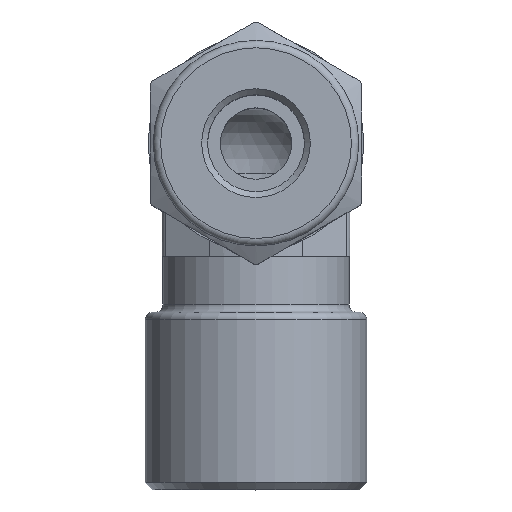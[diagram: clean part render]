
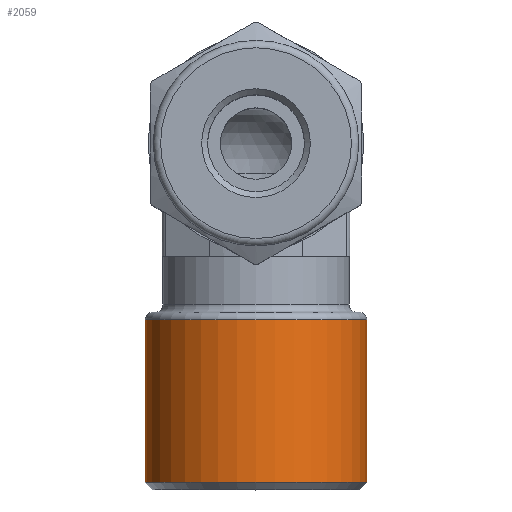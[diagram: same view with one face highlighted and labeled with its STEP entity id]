
A CAD part, top view. The second image highlights one B-rep face of the part: STEP entity #2059.
In plain terms, the highlighted cylindrical face has radius 7.5 mm (diameter 15 mm), a full revolution.
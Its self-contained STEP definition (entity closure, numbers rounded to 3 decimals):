
#108=CYLINDRICAL_SURFACE('',#2346,7.5);
#252=CIRCLE('',#2344,7.5);
#254=CIRCLE('',#2347,7.5);
#398=FACE_OUTER_BOUND('',#545,.T.);
#545=EDGE_LOOP('',(#1746,#1747,#1748,#1749));
#665=LINE('',#3626,#785);
#785=VECTOR('',#2960,7.5);
#971=VERTEX_POINT('',#3620);
#972=VERTEX_POINT('',#3624);
#1236=EDGE_CURVE('',#971,#971,#252,.T.);
#1238=EDGE_CURVE('',#972,#972,#254,.T.);
#1239=EDGE_CURVE('',#972,#971,#665,.T.);
#1746=ORIENTED_EDGE('',*,*,#1238,.F.);
#1747=ORIENTED_EDGE('',*,*,#1239,.T.);
#1748=ORIENTED_EDGE('',*,*,#1236,.F.);
#1749=ORIENTED_EDGE('',*,*,#1239,.F.);
#2059=ADVANCED_FACE('',(#398),#108,.T.);
#2344=AXIS2_PLACEMENT_3D('',#3621,#2952,#2953);
#2346=AXIS2_PLACEMENT_3D('',#3623,#2956,#2957);
#2347=AXIS2_PLACEMENT_3D('',#3625,#2958,#2959);
#2952=DIRECTION('center_axis',(0.,1.,0.));
#2953=DIRECTION('ref_axis',(0.,0.,1.));
#2956=DIRECTION('center_axis',(0.,-1.,0.));
#2957=DIRECTION('ref_axis',(0.,0.,-1.));
#2958=DIRECTION('center_axis',(0.,-1.,0.));
#2959=DIRECTION('ref_axis',(0.,0.,-1.));
#2960=DIRECTION('',(0.,1.,0.));
#3620=CARTESIAN_POINT('',(0.,-11.9,7.5));
#3621=CARTESIAN_POINT('Origin',(0.,-11.9,0.));
#3623=CARTESIAN_POINT('Origin',(0.,-17.15,0.));
#3624=CARTESIAN_POINT('',(0.,-22.9,7.5));
#3625=CARTESIAN_POINT('Origin',(0.,-22.9,0.));
#3626=CARTESIAN_POINT('',(0.,-17.15,7.5));
